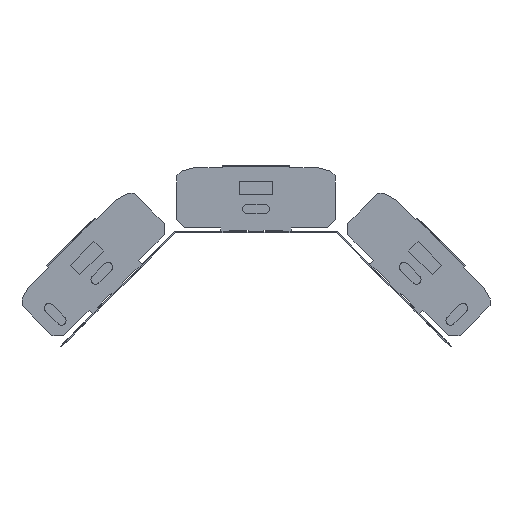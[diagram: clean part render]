
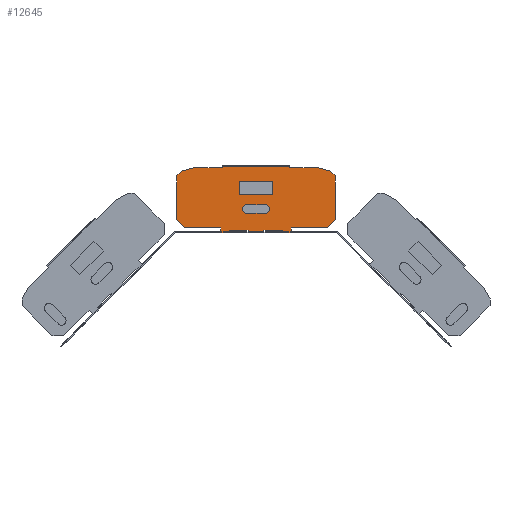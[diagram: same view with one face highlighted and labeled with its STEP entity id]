
A CAD part, left-side view. The second image highlights one B-rep face of the part: STEP entity #12645.
In plain terms, the highlighted planar face has unit normal (-1, 0, 0).
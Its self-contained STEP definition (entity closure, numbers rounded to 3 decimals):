
#223=FACE_OUTER_BOUND('',#717,.T.);
#717=EDGE_LOOP('',(#10079,#10080,#10081,#10082,#10083,#10084,#10085,#10086,
#10087,#10088,#10089,#10090,#10091,#10092,#10093,#10094,#10095,#10096,#10097,
#10098,#10099,#10100,#10101,#10102,#10103,#10104));
#1709=LINE('',#17888,#3617);
#1713=LINE('',#17896,#3621);
#1717=LINE('',#17904,#3625);
#2436=LINE('',#19146,#4344);
#2442=LINE('',#19156,#4350);
#2443=LINE('',#19159,#4351);
#2444=LINE('',#19161,#4352);
#2445=LINE('',#19162,#4353);
#2446=LINE('',#19164,#4354);
#2447=LINE('',#19166,#4355);
#2448=LINE('',#19168,#4356);
#2449=LINE('',#19170,#4357);
#2450=LINE('',#19172,#4358);
#2451=LINE('',#19174,#4359);
#2452=LINE('',#19176,#4360);
#2453=LINE('',#19178,#4361);
#2454=LINE('',#19180,#4362);
#2455=LINE('',#19182,#4363);
#2456=LINE('',#19184,#4364);
#2457=LINE('',#19186,#4365);
#2458=LINE('',#19188,#4366);
#2459=LINE('',#19190,#4367);
#2460=LINE('',#19192,#4368);
#2461=LINE('',#19193,#4369);
#2462=LINE('',#19195,#4370);
#2463=LINE('',#19196,#4371);
#3617=VECTOR('',#14418,1.);
#3621=VECTOR('',#14422,1.);
#3625=VECTOR('',#14426,1.);
#4344=VECTOR('',#15319,1.);
#4350=VECTOR('',#15327,1.);
#4351=VECTOR('',#15330,1.);
#4352=VECTOR('',#15331,1.);
#4353=VECTOR('',#15332,1.);
#4354=VECTOR('',#15333,1.);
#4355=VECTOR('',#15334,1.);
#4356=VECTOR('',#15335,1.);
#4357=VECTOR('',#15336,1.);
#4358=VECTOR('',#15337,1.);
#4359=VECTOR('',#15338,1.);
#4360=VECTOR('',#15339,1.);
#4361=VECTOR('',#15340,1.);
#4362=VECTOR('',#15341,1.);
#4363=VECTOR('',#15342,1.);
#4364=VECTOR('',#15343,1.);
#4365=VECTOR('',#15344,1.);
#4366=VECTOR('',#15345,1.);
#4367=VECTOR('',#15346,1.);
#4368=VECTOR('',#15347,1.);
#4369=VECTOR('',#15348,1.);
#4370=VECTOR('',#15349,1.);
#4371=VECTOR('',#15350,1.);
#5486=VERTEX_POINT('',#17885);
#5487=VERTEX_POINT('',#17887);
#5490=VERTEX_POINT('',#17893);
#5491=VERTEX_POINT('',#17895);
#5494=VERTEX_POINT('',#17901);
#5495=VERTEX_POINT('',#17903);
#5931=VERTEX_POINT('',#19145);
#5934=VERTEX_POINT('',#19154);
#5935=VERTEX_POINT('',#19158);
#5936=VERTEX_POINT('',#19160);
#5937=VERTEX_POINT('',#19163);
#5938=VERTEX_POINT('',#19165);
#5939=VERTEX_POINT('',#19167);
#5940=VERTEX_POINT('',#19169);
#5941=VERTEX_POINT('',#19171);
#5942=VERTEX_POINT('',#19173);
#5943=VERTEX_POINT('',#19175);
#5944=VERTEX_POINT('',#19177);
#5945=VERTEX_POINT('',#19179);
#5946=VERTEX_POINT('',#19181);
#5947=VERTEX_POINT('',#19183);
#5948=VERTEX_POINT('',#19185);
#5949=VERTEX_POINT('',#19187);
#5950=VERTEX_POINT('',#19189);
#5951=VERTEX_POINT('',#19191);
#5952=VERTEX_POINT('',#19194);
#6901=EDGE_CURVE('',#5487,#5486,#1709,.T.);
#6905=EDGE_CURVE('',#5491,#5490,#1713,.T.);
#6909=EDGE_CURVE('',#5495,#5494,#1717,.T.);
#7628=EDGE_CURVE('',#5931,#5491,#2436,.T.);
#7634=EDGE_CURVE('',#5486,#5934,#2442,.T.);
#7635=EDGE_CURVE('',#5935,#5490,#2443,.T.);
#7636=EDGE_CURVE('',#5936,#5935,#2444,.T.);
#7637=EDGE_CURVE('',#5487,#5936,#2445,.T.);
#7638=EDGE_CURVE('',#5937,#5934,#2446,.T.);
#7639=EDGE_CURVE('',#5938,#5937,#2447,.T.);
#7640=EDGE_CURVE('',#5939,#5938,#2448,.T.);
#7641=EDGE_CURVE('',#5940,#5939,#2449,.T.);
#7642=EDGE_CURVE('',#5941,#5940,#2450,.T.);
#7643=EDGE_CURVE('',#5941,#5942,#2451,.T.);
#7644=EDGE_CURVE('',#5942,#5943,#2452,.T.);
#7645=EDGE_CURVE('',#5943,#5944,#2453,.T.);
#7646=EDGE_CURVE('',#5945,#5944,#2454,.T.);
#7647=EDGE_CURVE('',#5945,#5946,#2455,.T.);
#7648=EDGE_CURVE('',#5946,#5947,#2456,.T.);
#7649=EDGE_CURVE('',#5947,#5948,#2457,.T.);
#7650=EDGE_CURVE('',#5948,#5949,#2458,.T.);
#7651=EDGE_CURVE('',#5949,#5950,#2459,.T.);
#7652=EDGE_CURVE('',#5950,#5951,#2460,.T.);
#7653=EDGE_CURVE('',#5495,#5951,#2461,.T.);
#7654=EDGE_CURVE('',#5494,#5952,#2462,.T.);
#7655=EDGE_CURVE('',#5931,#5952,#2463,.T.);
#10079=ORIENTED_EDGE('',*,*,#7628,.T.);
#10080=ORIENTED_EDGE('',*,*,#6905,.T.);
#10081=ORIENTED_EDGE('',*,*,#7635,.F.);
#10082=ORIENTED_EDGE('',*,*,#7636,.F.);
#10083=ORIENTED_EDGE('',*,*,#7637,.F.);
#10084=ORIENTED_EDGE('',*,*,#6901,.T.);
#10085=ORIENTED_EDGE('',*,*,#7634,.T.);
#10086=ORIENTED_EDGE('',*,*,#7638,.F.);
#10087=ORIENTED_EDGE('',*,*,#7639,.F.);
#10088=ORIENTED_EDGE('',*,*,#7640,.F.);
#10089=ORIENTED_EDGE('',*,*,#7641,.F.);
#10090=ORIENTED_EDGE('',*,*,#7642,.F.);
#10091=ORIENTED_EDGE('',*,*,#7643,.T.);
#10092=ORIENTED_EDGE('',*,*,#7644,.T.);
#10093=ORIENTED_EDGE('',*,*,#7645,.T.);
#10094=ORIENTED_EDGE('',*,*,#7646,.F.);
#10095=ORIENTED_EDGE('',*,*,#7647,.T.);
#10096=ORIENTED_EDGE('',*,*,#7648,.T.);
#10097=ORIENTED_EDGE('',*,*,#7649,.T.);
#10098=ORIENTED_EDGE('',*,*,#7650,.T.);
#10099=ORIENTED_EDGE('',*,*,#7651,.T.);
#10100=ORIENTED_EDGE('',*,*,#7652,.T.);
#10101=ORIENTED_EDGE('',*,*,#7653,.F.);
#10102=ORIENTED_EDGE('',*,*,#6909,.T.);
#10103=ORIENTED_EDGE('',*,*,#7654,.T.);
#10104=ORIENTED_EDGE('',*,*,#7655,.F.);
#12151=PLANE('',#13236);
#12645=ADVANCED_FACE('',(#223),#12151,.F.);
#13236=AXIS2_PLACEMENT_3D('',#19157,#15328,#15329);
#14418=DIRECTION('',(0.,-1.,0.));
#14422=DIRECTION('',(0.,-1.,0.));
#14426=DIRECTION('',(0.,-1.,0.));
#15319=DIRECTION('',(0.,0.,-1.));
#15327=DIRECTION('',(0.,0.,1.));
#15328=DIRECTION('center_axis',(1.,0.,0.));
#15329=DIRECTION('ref_axis',(0.,1.,0.));
#15330=DIRECTION('',(0.,0.,-1.));
#15331=DIRECTION('',(0.,1.,0.));
#15332=DIRECTION('',(0.,0.,1.));
#15333=DIRECTION('',(0.,1.,0.));
#15334=DIRECTION('',(0.,0.707,-0.707));
#15335=DIRECTION('',(0.,0.,-1.));
#15336=DIRECTION('',(0.,-0.707,-0.707));
#15337=DIRECTION('',(0.,-0.966,-0.259));
#15338=DIRECTION('',(0.,1.,0.));
#15339=DIRECTION('',(0.,0.,1.));
#15340=DIRECTION('',(0.,1.,0.));
#15341=DIRECTION('',(0.,0.,1.));
#15342=DIRECTION('',(0.,1.,0.));
#15343=DIRECTION('',(0.,0.966,-0.259));
#15344=DIRECTION('',(0.,0.707,-0.707));
#15345=DIRECTION('',(0.,0.,-1.));
#15346=DIRECTION('',(0.,-0.707,-0.707));
#15347=DIRECTION('',(0.,-1.,0.));
#15348=DIRECTION('',(0.,0.,1.));
#15349=DIRECTION('',(0.,0.,1.));
#15350=DIRECTION('',(0.,1.,0.));
#17885=CARTESIAN_POINT('',(6.821,26.896,0.));
#17887=CARTESIAN_POINT('',(6.821,32.896,0.));
#17888=CARTESIAN_POINT('',(6.821,-19.404,0.));
#17893=CARTESIAN_POINT('',(6.821,46.896,0.));
#17895=CARTESIAN_POINT('',(6.821,58.696,0.));
#17896=CARTESIAN_POINT('',(6.821,-19.404,0.));
#17901=CARTESIAN_POINT('',(6.821,72.696,0.));
#17903=CARTESIAN_POINT('',(6.821,78.696,0.));
#17904=CARTESIAN_POINT('',(6.821,-19.404,0.));
#19145=CARTESIAN_POINT('',(6.821,58.696,1.793));
#19146=CARTESIAN_POINT('',(6.821,58.696,24.944));
#19154=CARTESIAN_POINT('',(6.821,26.896,3.695));
#19156=CARTESIAN_POINT('',(6.821,26.896,2.748));
#19157=CARTESIAN_POINT('Origin',(6.821,27.796,48.095));
#19158=CARTESIAN_POINT('',(6.821,46.896,1.793));
#19159=CARTESIAN_POINT('',(6.821,46.896,24.944));
#19160=CARTESIAN_POINT('',(6.821,32.896,1.793));
#19161=CARTESIAN_POINT('',(6.821,33.846,1.793));
#19162=CARTESIAN_POINT('',(6.821,32.896,24.944));
#19163=CARTESIAN_POINT('',(6.821,0.096,3.695));
#19164=CARTESIAN_POINT('',(6.821,13.496,3.695));
#19165=CARTESIAN_POINT('',(6.821,-5.904,9.695));
#19166=CARTESIAN_POINT('',(6.821,-2.904,6.695));
#19167=CARTESIAN_POINT('',(6.821,-5.904,42.104));
#19168=CARTESIAN_POINT('',(6.821,-5.904,25.899));
#19169=CARTESIAN_POINT('',(6.821,-2.368,45.639));
#19170=CARTESIAN_POINT('',(6.821,-4.136,43.872));
#19171=CARTESIAN_POINT('',(6.821,6.796,48.095));
#19172=CARTESIAN_POINT('',(6.821,2.214,46.867));
#19173=CARTESIAN_POINT('',(6.821,27.796,48.095));
#19174=CARTESIAN_POINT('',(6.821,17.296,48.095));
#19175=CARTESIAN_POINT('',(6.821,27.796,50.095));
#19176=CARTESIAN_POINT('',(6.821,27.796,48.195));
#19177=CARTESIAN_POINT('',(6.821,77.796,50.095));
#19178=CARTESIAN_POINT('',(6.821,40.296,50.095));
#19179=CARTESIAN_POINT('',(6.821,77.796,48.095));
#19180=CARTESIAN_POINT('',(6.821,77.796,48.195));
#19181=CARTESIAN_POINT('',(6.821,98.796,48.095));
#19182=CARTESIAN_POINT('',(6.821,88.296,48.095));
#19183=CARTESIAN_POINT('',(6.821,107.961,45.639));
#19184=CARTESIAN_POINT('',(6.821,103.378,46.867));
#19185=CARTESIAN_POINT('',(6.821,111.496,42.104));
#19186=CARTESIAN_POINT('',(6.821,109.728,43.872));
#19187=CARTESIAN_POINT('',(6.821,111.496,9.695));
#19188=CARTESIAN_POINT('',(6.821,111.496,25.899));
#19189=CARTESIAN_POINT('',(6.821,105.496,3.695));
#19190=CARTESIAN_POINT('',(6.821,108.496,6.695));
#19191=CARTESIAN_POINT('',(6.821,78.696,3.695));
#19192=CARTESIAN_POINT('',(6.821,92.096,3.695));
#19193=CARTESIAN_POINT('',(6.821,78.696,2.748));
#19194=CARTESIAN_POINT('',(6.821,72.696,1.793));
#19195=CARTESIAN_POINT('',(6.821,72.696,24.944));
#19196=CARTESIAN_POINT('',(6.821,33.846,1.793));
